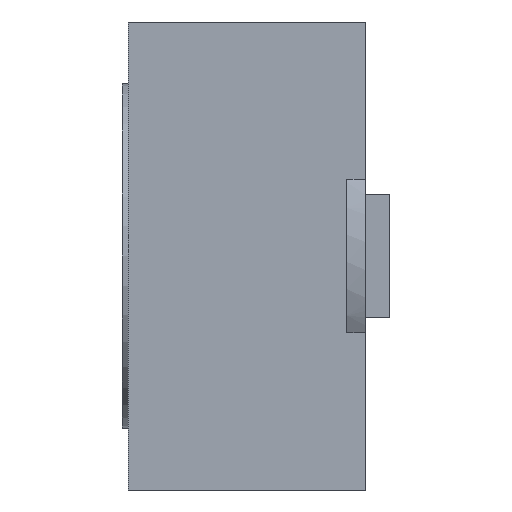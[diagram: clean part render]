
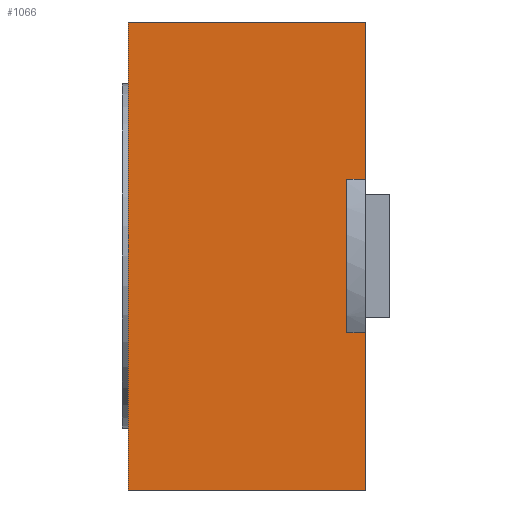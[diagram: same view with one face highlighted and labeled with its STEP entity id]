
A CAD part, left-side view. The second image highlights one B-rep face of the part: STEP entity #1066.
In plain terms, the highlighted planar face has unit normal (-1, 0, 0).
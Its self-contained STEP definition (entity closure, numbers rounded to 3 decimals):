
#15 = CARTESIAN_POINT ( 'NONE',  ( -3.8, 19.448, -3.8 ) ) ;
#205 = EDGE_CURVE ( 'NONE', #914, #4202, #3583, .T. ) ;
#259 = CARTESIAN_POINT ( 'NONE',  ( -3.8, 0.4, 3.8 ) ) ;
#316 = ORIENTED_EDGE ( 'NONE', *, *, #205, .T. ) ;
#353 = VECTOR ( 'NONE', #1040, 1000. ) ;
#424 = AXIS2_PLACEMENT_3D ( 'NONE', #1229, #2556, #524 ) ;
#455 = FACE_OUTER_BOUND ( 'NONE', #1672, .T. ) ;
#487 = DIRECTION ( 'NONE',  ( 0., -1., 0. ) ) ;
#507 = PLANE ( 'NONE',  #424 ) ;
#524 = DIRECTION ( 'NONE',  ( 0., 0., -1. ) ) ;
#539 = ORIENTED_EDGE ( 'NONE', *, *, #2017, .T. ) ;
#631 = LINE ( 'NONE', #1166, #2111 ) ;
#681 = DIRECTION ( 'NONE',  ( 0., 0., 1. ) ) ;
#801 = LINE ( 'NONE', #15, #353 ) ;
#892 = LINE ( 'NONE', #2065, #1118 ) ;
#914 = VERTEX_POINT ( 'NONE', #1142 ) ;
#992 = DIRECTION ( 'NONE',  ( 0., 0., -1. ) ) ;
#1022 = VECTOR ( 'NONE', #681, 1000. ) ;
#1040 = DIRECTION ( 'NONE',  ( 0., -1., 0. ) ) ;
#1053 = ORIENTED_EDGE ( 'NONE', *, *, #1622, .F. ) ;
#1066 = ADVANCED_FACE ( 'NONE', ( #455 ), #507, .F. ) ;
#1118 = VECTOR ( 'NONE', #1410, 1000. ) ;
#1142 = CARTESIAN_POINT ( 'NONE',  ( -3.8, 0.7, 1.25 ) ) ;
#1166 = CARTESIAN_POINT ( 'NONE',  ( -3.8, 0.4, 3.8 ) ) ;
#1229 = CARTESIAN_POINT ( 'NONE',  ( -3.8, 19.448, 3.8 ) ) ;
#1258 = ORIENTED_EDGE ( 'NONE', *, *, #1780, .F. ) ;
#1266 = EDGE_CURVE ( 'NONE', #914, #3105, #2330, .T. ) ;
#1373 = CARTESIAN_POINT ( 'NONE',  ( -3.8, 0.4, 3.8 ) ) ;
#1410 = DIRECTION ( 'NONE',  ( 0., 0., 1. ) ) ;
#1511 = CARTESIAN_POINT ( 'NONE',  ( -3.8, 0.4, 1.25 ) ) ;
#1580 = EDGE_CURVE ( 'NONE', #4202, #2268, #631, .T. ) ;
#1617 = ORIENTED_EDGE ( 'NONE', *, *, #1580, .T. ) ;
#1622 = EDGE_CURVE ( 'NONE', #3105, #2933, #3743, .T. ) ;
#1672 = EDGE_LOOP ( 'NONE', ( #3898, #539, #3198, #1053, #4223, #316, #1617, #1258 ) ) ;
#1758 = EDGE_CURVE ( 'NONE', #3097, #2933, #4060, .T. ) ;
#1780 = EDGE_CURVE ( 'NONE', #3526, #2268, #3968, .T. ) ;
#1890 = VECTOR ( 'NONE', #2351, 1000. ) ;
#2017 = EDGE_CURVE ( 'NONE', #2659, #3097, #801, .T. ) ;
#2065 = CARTESIAN_POINT ( 'NONE',  ( -3.8, 4.25, -3.8 ) ) ;
#2111 = VECTOR ( 'NONE', #2184, 1000. ) ;
#2184 = DIRECTION ( 'NONE',  ( 0., 0., 1. ) ) ;
#2268 = VERTEX_POINT ( 'NONE', #1373 ) ;
#2330 = LINE ( 'NONE', #4466, #3032 ) ;
#2351 = DIRECTION ( 'NONE',  ( 0., -1., 0. ) ) ;
#2442 = CARTESIAN_POINT ( 'NONE',  ( -3.8, 0.4, -1.25 ) ) ;
#2556 = DIRECTION ( 'NONE',  ( 1., 0., 0. ) ) ;
#2659 = VERTEX_POINT ( 'NONE', #4011 ) ;
#2751 = CARTESIAN_POINT ( 'NONE',  ( -3.8, 4.25, 3.8 ) ) ;
#2857 = DIRECTION ( 'NONE',  ( 0., -1., 0. ) ) ;
#2921 = VECTOR ( 'NONE', #487, 1000. ) ;
#2933 = VERTEX_POINT ( 'NONE', #2442 ) ;
#3032 = VECTOR ( 'NONE', #992, 1000. ) ;
#3037 = EDGE_CURVE ( 'NONE', #2659, #3526, #892, .T. ) ;
#3097 = VERTEX_POINT ( 'NONE', #3866 ) ;
#3104 = CARTESIAN_POINT ( 'NONE',  ( -3.8, 19.448, 3.8 ) ) ;
#3105 = VERTEX_POINT ( 'NONE', #4199 ) ;
#3198 = ORIENTED_EDGE ( 'NONE', *, *, #1758, .T. ) ;
#3214 = CARTESIAN_POINT ( 'NONE',  ( -3.8, 0.7, 1.25 ) ) ;
#3465 = VECTOR ( 'NONE', #2857, 1000. ) ;
#3526 = VERTEX_POINT ( 'NONE', #2751 ) ;
#3583 = LINE ( 'NONE', #3214, #3465 ) ;
#3743 = LINE ( 'NONE', #4307, #2921 ) ;
#3866 = CARTESIAN_POINT ( 'NONE',  ( -3.8, 0.4, -3.8 ) ) ;
#3898 = ORIENTED_EDGE ( 'NONE', *, *, #3037, .F. ) ;
#3968 = LINE ( 'NONE', #3104, #1890 ) ;
#4011 = CARTESIAN_POINT ( 'NONE',  ( -3.8, 4.25, -3.8 ) ) ;
#4060 = LINE ( 'NONE', #259, #1022 ) ;
#4199 = CARTESIAN_POINT ( 'NONE',  ( -3.8, 0.7, -1.25 ) ) ;
#4202 = VERTEX_POINT ( 'NONE', #1511 ) ;
#4223 = ORIENTED_EDGE ( 'NONE', *, *, #1266, .F. ) ;
#4307 = CARTESIAN_POINT ( 'NONE',  ( -3.8, 0.7, -1.25 ) ) ;
#4466 = CARTESIAN_POINT ( 'NONE',  ( -3.8, 0.7, -1.25 ) ) ;
